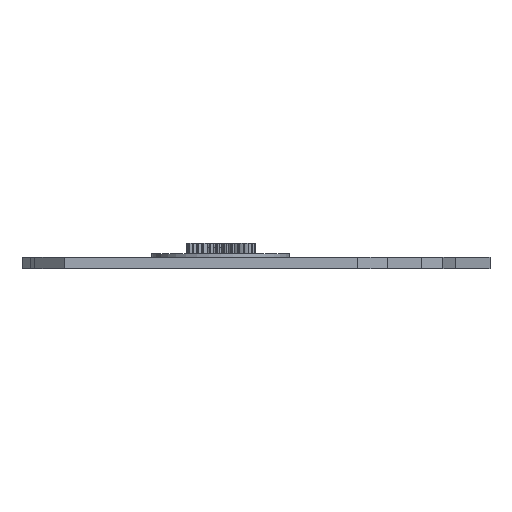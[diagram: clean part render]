
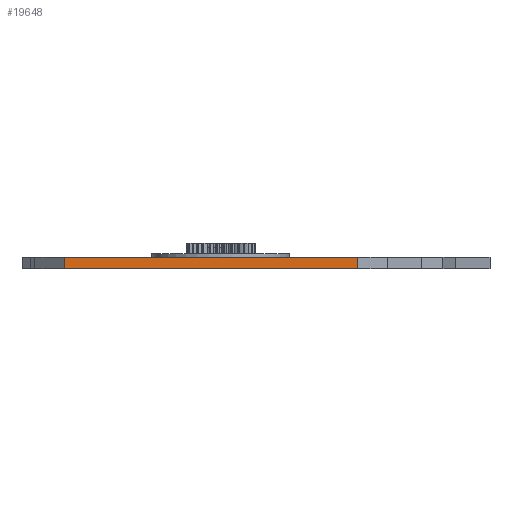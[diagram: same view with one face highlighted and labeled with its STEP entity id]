
A CAD part, left-side view. The second image highlights one B-rep face of the part: STEP entity #19648.
In plain terms, the highlighted planar face has unit normal (-1, 0, 0).
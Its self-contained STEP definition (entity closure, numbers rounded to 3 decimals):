
#1527=FACE_OUTER_BOUND('',#2468,.T.);
#2468=EDGE_LOOP('',(#15625,#15626,#15627,#15628));
#5213=LINE('',#29881,#7678);
#5214=LINE('',#29884,#7679);
#5215=LINE('',#29886,#7680);
#5216=LINE('',#29887,#7681);
#7678=VECTOR('',#24751,10.);
#7679=VECTOR('',#24754,10.);
#7680=VECTOR('',#24755,10.);
#7681=VECTOR('',#24756,10.);
#9374=VERTEX_POINT('',#29877);
#9375=VERTEX_POINT('',#29879);
#9376=VERTEX_POINT('',#29883);
#9377=VERTEX_POINT('',#29885);
#12033=EDGE_CURVE('',#9374,#9375,#5213,.T.);
#12034=EDGE_CURVE('',#9376,#9374,#5214,.F.);
#12035=EDGE_CURVE('',#9377,#9375,#5215,.T.);
#12036=EDGE_CURVE('',#9376,#9377,#5216,.T.);
#15625=ORIENTED_EDGE('',*,*,#12034,.T.);
#15626=ORIENTED_EDGE('',*,*,#12033,.T.);
#15627=ORIENTED_EDGE('',*,*,#12035,.F.);
#15628=ORIENTED_EDGE('',*,*,#12036,.F.);
#18832=PLANE('',#20629);
#19648=ADVANCED_FACE('',(#1527),#18832,.T.);
#20629=AXIS2_PLACEMENT_3D('',#29882,#24752,#24753);
#24751=DIRECTION('',(0.,0.,1.));
#24752=DIRECTION('center_axis',(-1.,0.,0.));
#24753=DIRECTION('ref_axis',(0.,-1.,0.));
#24754=DIRECTION('',(0.,1.,0.));
#24755=DIRECTION('',(0.,-1.,0.));
#24756=DIRECTION('',(0.,0.,1.));
#29877=CARTESIAN_POINT('',(-77.279,-38.144,0.));
#29879=CARTESIAN_POINT('',(-77.279,-38.144,3.2));
#29881=CARTESIAN_POINT('',(-77.279,-38.144,1.));
#29882=CARTESIAN_POINT('Origin',(-77.279,43.493,1.));
#29883=CARTESIAN_POINT('',(-77.279,43.493,0.));
#29884=CARTESIAN_POINT('',(-77.279,16.833,0.));
#29885=CARTESIAN_POINT('',(-77.279,43.493,3.2));
#29886=CARTESIAN_POINT('',(-77.279,43.493,3.2));
#29887=CARTESIAN_POINT('',(-77.279,43.493,1.));
